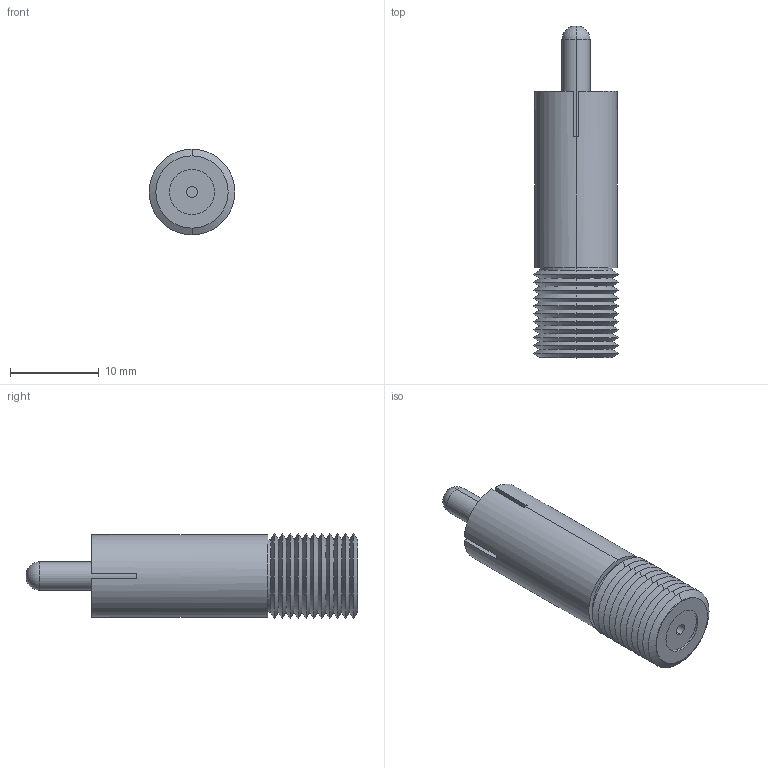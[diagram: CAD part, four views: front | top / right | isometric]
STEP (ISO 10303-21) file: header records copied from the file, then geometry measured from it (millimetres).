
FILE_DESCRIPTION (( 'STEP AP203' ), '1' );
FILE_NAME ('BA907.STEP', '2006-06-30T19:26:29', ( ' ' ), ( ' ' ), 'SwSTEP 2.0', 'SolidWorks 2005354', '' );
FILE_SCHEMA (( 'CONFIG_CONTROL_DESIGN' ));
Length unit declared in the file: inch
Products named in the file (1): BA907
Bounding box: 9.65 x 37.34 x 9.65 mm (x, y, z)
Volume: 1795.6 mm3; surface area: 1549.3 mm2
Topology: 1 solids, 1 shells, 100 faces, 214 edges, 120 vertices
Faces by surface type: cone 44, cylinder 36, plane 18, torus 2
Entity records: 2739 total; most frequent: DIRECTION 522, CARTESIAN_POINT 435, ORIENTED_EDGE 428, EDGE_CURVE 214, AXIS2_PLACEMENT_3D 207, VERTEX_POINT 120, VECTOR 108, LINE 108
